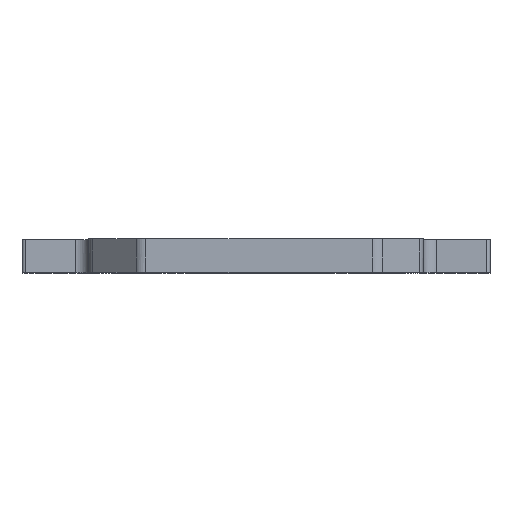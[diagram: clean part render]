
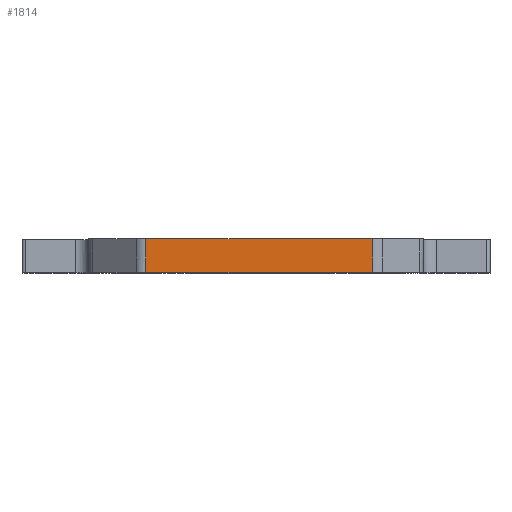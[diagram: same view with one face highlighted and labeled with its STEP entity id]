
A CAD part, top view. The second image highlights one B-rep face of the part: STEP entity #1814.
In plain terms, the highlighted planar face has unit normal (0, 0, 1).
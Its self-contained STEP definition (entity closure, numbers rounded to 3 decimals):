
#410=CARTESIAN_POINT('Vertex',(164.543,218.268,425.95)) ;
#413=CARTESIAN_POINT('Line Origine',(181.523,218.268,425.95)) ;
#417=CARTESIAN_POINT('Vertex',(198.502,218.268,425.95)) ;
#897=CARTESIAN_POINT('Vertex',(198.502,213.268,425.95)) ;
#900=CARTESIAN_POINT('Line Origine',(181.523,213.268,425.95)) ;
#904=CARTESIAN_POINT('Vertex',(164.543,213.268,425.95)) ;
#1784=CARTESIAN_POINT('Control Point',(164.543,213.268,425.95)) ;
#1785=CARTESIAN_POINT('Control Point',(164.543,218.268,425.95)) ;
#1798=CARTESIAN_POINT('Axis2P3D Location',(202.952,218.828,425.95)) ;
#1803=CARTESIAN_POINT('Line Origine',(198.502,215.768,425.95)) ;
#414=DIRECTION('Vector Direction',(1.,0.,0.)) ;
#901=DIRECTION('Vector Direction',(-1.,0.,0.)) ;
#1799=DIRECTION('Axis2P3D Direction',(0.,0.,1.)) ;
#1800=DIRECTION('Axis2P3D XDirection',(-1.,0.,0.)) ;
#1804=DIRECTION('Vector Direction',(0.,1.,0.)) ;
#1801=AXIS2_PLACEMENT_3D('Plane Axis2P3D',#1798,#1799,#1800) ;
#1809=ORIENTED_EDGE('',*,*,#1807,.T.) ;
#1810=ORIENTED_EDGE('',*,*,#419,.F.) ;
#1811=ORIENTED_EDGE('',*,*,#1786,.T.) ;
#1812=ORIENTED_EDGE('',*,*,#906,.F.) ;
#415=VECTOR('Line Direction',#414,1.) ;
#902=VECTOR('Line Direction',#901,1.) ;
#1805=VECTOR('Line Direction',#1804,1.) ;
#1814=ADVANCED_FACE('Corps principal',(#1813),#1802,.T.) ;
#419=EDGE_CURVE('',#411,#418,#416,.T.) ;
#906=EDGE_CURVE('',#898,#905,#903,.T.) ;
#1786=EDGE_CURVE('',#411,#905,#1783,.F.) ;
#1807=EDGE_CURVE('',#898,#418,#1806,.T.) ;
#1808=EDGE_LOOP('',(#1809,#1810,#1811,#1812)) ;
#1813=FACE_OUTER_BOUND('',#1808,.T.) ;
#416=LINE('Line',#413,#415) ;
#903=LINE('Line',#900,#902) ;
#1806=LINE('Line',#1803,#1805) ;
#1802=PLANE('',#1801) ;
#411=VERTEX_POINT('',#410) ;
#418=VERTEX_POINT('',#417) ;
#898=VERTEX_POINT('',#897) ;
#905=VERTEX_POINT('',#904) ;
#1783=(BOUNDED_CURVE()B_SPLINE_CURVE(1,(#1784,#1785),.UNSPECIFIED.,.F.,.U.)B_SPLINE_CURVE_WITH_KNOTS((2,2),(0.,5.),.UNSPECIFIED.)CURVE()GEOMETRIC_REPRESENTATION_ITEM()RATIONAL_B_SPLINE_CURVE((1.,1.))REPRESENTATION_ITEM('')) ;
